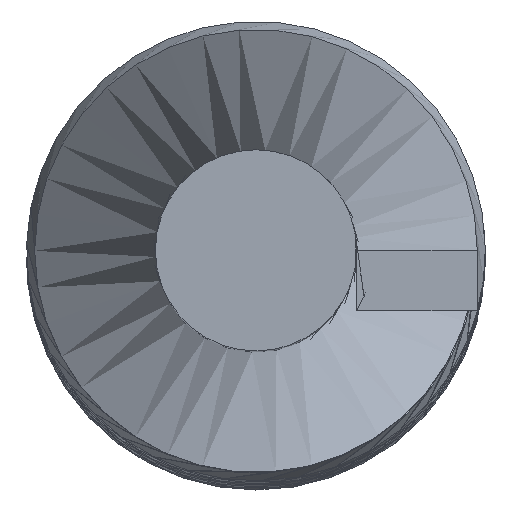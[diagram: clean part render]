
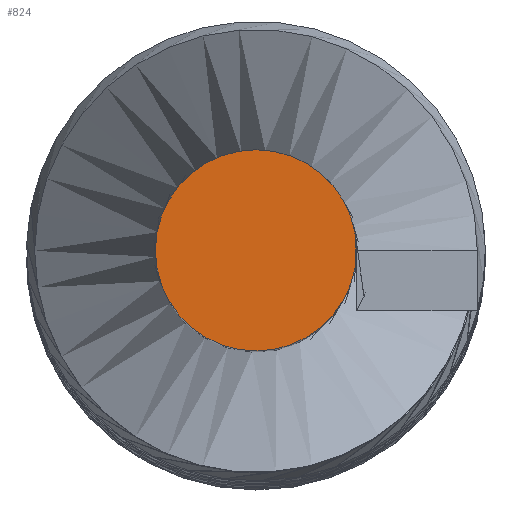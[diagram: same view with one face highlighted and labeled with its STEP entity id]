
A CAD part, top view. The second image highlights one B-rep face of the part: STEP entity #824.
In plain terms, the highlighted planar face has unit normal (0, 0, 1).
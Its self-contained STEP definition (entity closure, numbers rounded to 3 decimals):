
#305 = CIRCLE ( 'NONE', #879, 2.5 ) ;
#326 = CARTESIAN_POINT ( 'NONE',  ( -2.5, 0., 150. ) ) ;
#369 = CARTESIAN_POINT ( 'NONE',  ( 0., 0., 150. ) ) ;
#547 = ORIENTED_EDGE ( 'NONE', *, *, #2170, .T. ) ;
#577 = DIRECTION ( 'NONE',  ( 1., 0., 0. ) ) ;
#679 = DIRECTION ( 'NONE',  ( 1., 0., 0. ) ) ;
#824 = ADVANCED_FACE ( 'NONE', ( #2265 ), #2916, .T. ) ;
#871 = DIRECTION ( 'NONE',  ( 0., 0., 1. ) ) ;
#879 = AXIS2_PLACEMENT_3D ( 'NONE', #3368, #871, #577 ) ;
#952 = AXIS2_PLACEMENT_3D ( 'NONE', #369, #2936, #1492 ) ;
#1123 = VERTEX_POINT ( 'NONE', #2896 ) ;
#1215 = CIRCLE ( 'NONE', #1400, 2.5 ) ;
#1400 = AXIS2_PLACEMENT_3D ( 'NONE', #3194, #3550, #679 ) ;
#1492 = DIRECTION ( 'NONE',  ( 1., 0., 0. ) ) ;
#2170 = EDGE_CURVE ( 'NONE', #2562, #1123, #305, .T. ) ;
#2265 = FACE_OUTER_BOUND ( 'NONE', #3057, .T. ) ;
#2562 = VERTEX_POINT ( 'NONE', #326 ) ;
#2768 = EDGE_CURVE ( 'NONE', #1123, #2562, #1215, .T. ) ;
#2816 = ORIENTED_EDGE ( 'NONE', *, *, #2768, .T. ) ;
#2896 = CARTESIAN_POINT ( 'NONE',  ( 2.5, 0., 150. ) ) ;
#2916 = PLANE ( 'NONE',  #952 ) ;
#2936 = DIRECTION ( 'NONE',  ( 0., 0., 1. ) ) ;
#3057 = EDGE_LOOP ( 'NONE', ( #547, #2816 ) ) ;
#3194 = CARTESIAN_POINT ( 'NONE',  ( 0., 0., 150. ) ) ;
#3368 = CARTESIAN_POINT ( 'NONE',  ( 0., 0., 150. ) ) ;
#3550 = DIRECTION ( 'NONE',  ( 0., 0., 1. ) ) ;
